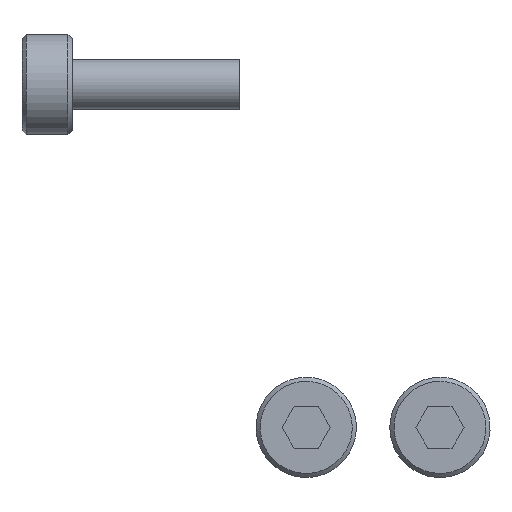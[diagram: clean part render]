
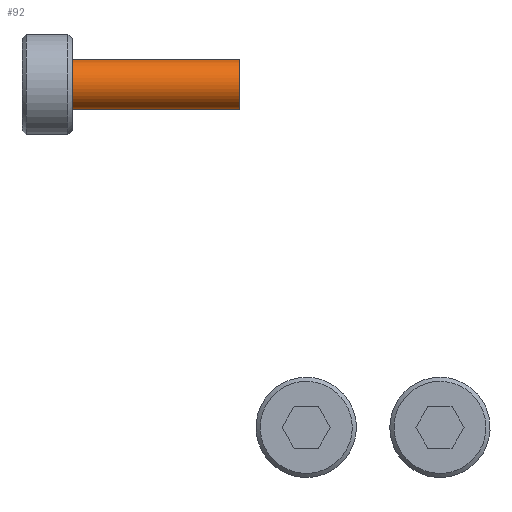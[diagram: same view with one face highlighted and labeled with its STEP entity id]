
A CAD part, front view. The second image highlights one B-rep face of the part: STEP entity #92.
In plain terms, the highlighted free-form (B-spline) face has degree [2, 1] with [9, 2] control points.
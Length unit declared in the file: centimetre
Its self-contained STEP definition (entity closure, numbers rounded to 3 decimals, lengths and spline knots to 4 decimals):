
#92=ADVANCED_FACE('',(#148),#768,.T.);
#148=FACE_OUTER_BOUND('',#208,.T.);
#208=EDGE_LOOP('',(#349,#350,#351,#352));
#349=ORIENTED_EDGE('',*,*,#494,.F.);
#350=ORIENTED_EDGE('',*,*,#493,.T.);
#351=ORIENTED_EDGE('',*,*,#494,.T.);
#352=ORIENTED_EDGE('',*,*,#520,.F.);
#493=EDGE_CURVE('',#708,#708,#665,.T.);
#494=EDGE_CURVE('',#708,#707,#666,.T.);
#520=EDGE_CURVE('',#707,#707,#672,.T.);
#665=(
BOUNDED_CURVE()
B_SPLINE_CURVE(2,(#1221,#1222,#1223,#1224,#1225,#1226,#1227,#1228,#1229),
 .UNSPECIFIED.,.T.,.F.)
B_SPLINE_CURVE_WITH_KNOTS((3,2,2,2,3),(0.,2.3562,4.7124,
7.0686,9.4248),.UNSPECIFIED.)
CURVE()
GEOMETRIC_REPRESENTATION_ITEM()
RATIONAL_B_SPLINE_CURVE((1.,0.707,1.,0.707,1.,0.707,
1.,0.707,1.))
REPRESENTATION_ITEM('')
);
#666=(
BOUNDED_CURVE()
B_SPLINE_CURVE(1,(#1230,#1231),.UNSPECIFIED.,.F.,.F.)
B_SPLINE_CURVE_WITH_KNOTS((2,2),(0.,4.),.UNSPECIFIED.)
CURVE()
GEOMETRIC_REPRESENTATION_ITEM()
RATIONAL_B_SPLINE_CURVE((1.,1.))
REPRESENTATION_ITEM('')
);
#672=(
BOUNDED_CURVE()
B_SPLINE_CURVE(2,(#1310,#1311,#1312,#1313,#1314,#1315,#1316,#1317,#1318),
 .UNSPECIFIED.,.T.,.F.)
B_SPLINE_CURVE_WITH_KNOTS((3,2,2,2,3),(0.,2.3562,4.7124,
7.0686,9.4248),.UNSPECIFIED.)
CURVE()
GEOMETRIC_REPRESENTATION_ITEM()
RATIONAL_B_SPLINE_CURVE((1.,0.707,1.,0.707,1.,0.707,
1.,0.707,1.))
REPRESENTATION_ITEM('')
);
#707=VERTEX_POINT('',#1203);
#708=VERTEX_POINT('',#1204);
#768=(
BOUNDED_SURFACE()
B_SPLINE_SURFACE(2,1,((#1185,#1186),(#1187,#1188),(#1189,#1190),(#1191,
#1192),(#1193,#1194),(#1195,#1196),(#1197,#1198),(#1199,#1200),(#1201,#1202)),
 .UNSPECIFIED.,.T.,.F.,.F.)
B_SPLINE_SURFACE_WITH_KNOTS((3,2,2,2,3),(2,2),(0.,2.3562,4.7124,
7.0686,9.4248),(0.,8.),.UNSPECIFIED.)
GEOMETRIC_REPRESENTATION_ITEM()
RATIONAL_B_SPLINE_SURFACE(((1.,1.),(0.707,0.707),
(1.,1.),(0.707,0.707),(1.,1.),(0.707,
0.707),(1.,1.),(0.707,0.707),(1.,1.)))
REPRESENTATION_ITEM('')
SURFACE()
);
#1185=CARTESIAN_POINT('',(-18.,4.,5.));
#1186=CARTESIAN_POINT('',(2.,4.,5.));
#1187=CARTESIAN_POINT('',(-18.,4.,6.5));
#1188=CARTESIAN_POINT('',(2.,4.,6.5));
#1189=CARTESIAN_POINT('',(-18.,2.5,6.5));
#1190=CARTESIAN_POINT('',(2.,2.5,6.5));
#1191=CARTESIAN_POINT('',(-18.,1.,6.5));
#1192=CARTESIAN_POINT('',(2.,1.,6.5));
#1193=CARTESIAN_POINT('',(-18.,1.,5.));
#1194=CARTESIAN_POINT('',(2.,1.,5.));
#1195=CARTESIAN_POINT('',(-18.,1.,3.5));
#1196=CARTESIAN_POINT('',(2.,1.,3.5));
#1197=CARTESIAN_POINT('',(-18.,2.5,3.5));
#1198=CARTESIAN_POINT('',(2.,2.5,3.5));
#1199=CARTESIAN_POINT('',(-18.,4.,3.5));
#1200=CARTESIAN_POINT('',(2.,4.,3.5));
#1201=CARTESIAN_POINT('',(-18.,4.,5.));
#1202=CARTESIAN_POINT('',(2.,4.,5.));
#1203=CARTESIAN_POINT('',(-8.,4.,5.));
#1204=CARTESIAN_POINT('',(-18.,4.,5.));
#1221=CARTESIAN_POINT('',(-18.,4.,5.));
#1222=CARTESIAN_POINT('',(-18.,4.,6.5));
#1223=CARTESIAN_POINT('',(-18.,2.5,6.5));
#1224=CARTESIAN_POINT('',(-18.,1.,6.5));
#1225=CARTESIAN_POINT('',(-18.,1.,5.));
#1226=CARTESIAN_POINT('',(-18.,1.,3.5));
#1227=CARTESIAN_POINT('',(-18.,2.5,3.5));
#1228=CARTESIAN_POINT('',(-18.,4.,3.5));
#1229=CARTESIAN_POINT('',(-18.,4.,5.));
#1230=CARTESIAN_POINT('',(-18.,4.,5.));
#1231=CARTESIAN_POINT('',(-8.,4.,5.));
#1310=CARTESIAN_POINT('',(-8.,4.,5.));
#1311=CARTESIAN_POINT('',(-8.,4.,6.5));
#1312=CARTESIAN_POINT('',(-8.,2.5,6.5));
#1313=CARTESIAN_POINT('',(-8.,1.,6.5));
#1314=CARTESIAN_POINT('',(-8.,1.,5.));
#1315=CARTESIAN_POINT('',(-8.,1.,3.5));
#1316=CARTESIAN_POINT('',(-8.,2.5,3.5));
#1317=CARTESIAN_POINT('',(-8.,4.,3.5));
#1318=CARTESIAN_POINT('',(-8.,4.,5.));
